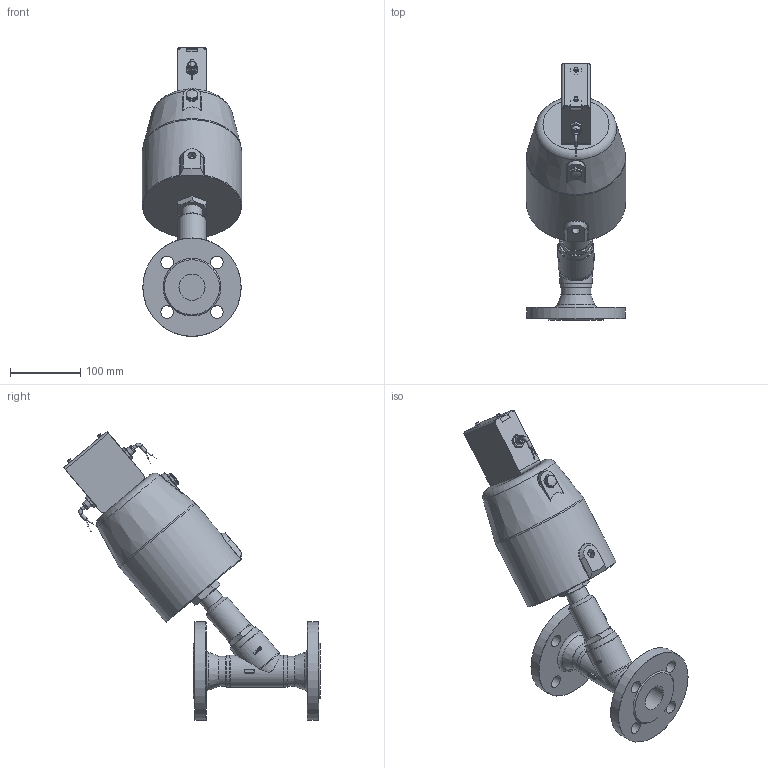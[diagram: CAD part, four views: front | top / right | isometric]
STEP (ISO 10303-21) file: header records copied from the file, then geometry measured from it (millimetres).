
FILE_DESCRIPTION(/* description */ ('3D-Model'),/* implementation_level */ '2;1');
FILE_NAME(/* name */ '063.007639_2-977-26-0804-7163-FL-EO.stp',/* time_stamp */ '2024-10-31T11:47:26+01:00',/* author */ ('CBeuthner'),/* organization */ (''),/* preprocessor_version */ 'ST-DEVELOPER v16.1',/* originating_system */ 'Autodesk Inventor 2016',/* authorisation */ '');
FILE_SCHEMA (('CONFIG_CONTROL_DESIGN'));
Length unit declared in the file: millimetre
Products named in the file (1): 88-006641
Bounding box: 141 x 363.89 x 410.63 mm (x, y, z)
Volume: 3433989.2 mm3; surface area: 266374.3 mm2
Topology: 1 solids, 1 shells, 508 faces, 1250 edges, 779 vertices
Faces by surface type: plane 220, cylinder 104, cone 96, bspline 69, torus 18, sphere 1
Full cylindrical faces by diameter (mm): 0.67 x4, 1.5 x4, 3 x4, 5 x4, 5.5 x2, 11.445 x1, 11.95 x2, 12 x6, 17 x2, 18 x8, 30 x1, 37 x2, 40 x1, 42.4 x2, 45 x2, 46 x1, 48 x1, 50.5 x1, 140 x2, 141 x1
Entity records: 36861 total; most frequent: CARTESIAN_POINT 25615, ORIENTED_EDGE 2260, DIRECTION 1967, EDGE_CURVE 1130, AXIS2_PLACEMENT_3D 781, VERTEX_POINT 748, EDGE_LOOP 666, FACE_OUTER_BOUND 508
